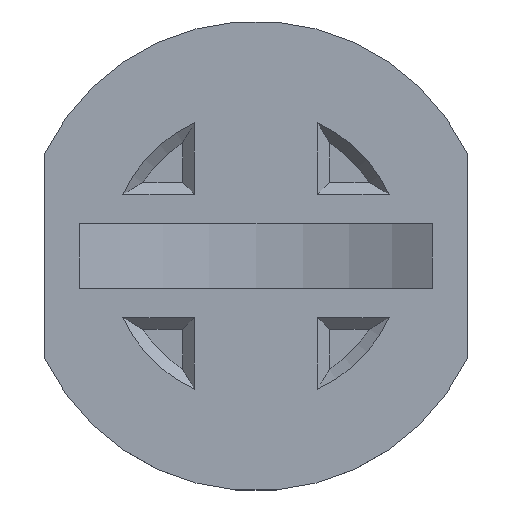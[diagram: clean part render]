
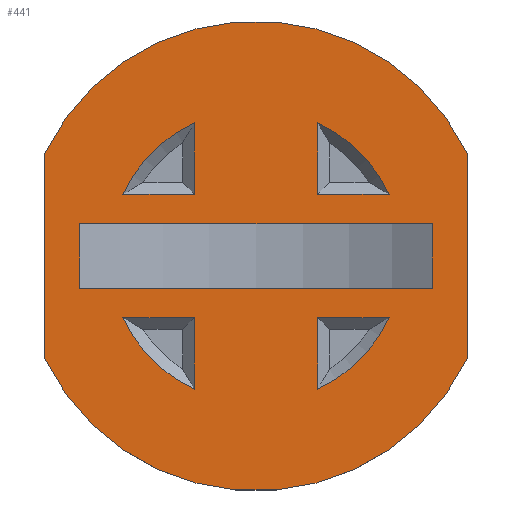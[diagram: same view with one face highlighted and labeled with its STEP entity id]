
A CAD part, top view. The second image highlights one B-rep face of the part: STEP entity #441.
In plain terms, the highlighted planar face has unit normal (0, 0, 1).
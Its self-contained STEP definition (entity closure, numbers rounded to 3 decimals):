
#15=FACE_BOUND('',#157,.T.);
#16=FACE_BOUND('',#158,.T.);
#17=FACE_BOUND('',#159,.T.);
#18=FACE_BOUND('',#160,.T.);
#19=FACE_BOUND('',#161,.T.);
#25=LINE('',#640,#57);
#28=LINE('',#644,#60);
#30=LINE('',#655,#62);
#33=LINE('',#661,#65);
#35=LINE('',#678,#67);
#38=LINE('',#684,#70);
#40=LINE('',#709,#72);
#43=LINE('',#713,#75);
#44=LINE('',#718,#76);
#45=LINE('',#723,#77);
#46=LINE('',#726,#78);
#47=LINE('',#727,#79);
#49=LINE('',#737,#81);
#53=LINE('',#764,#85);
#57=VECTOR('',#513,10.);
#60=VECTOR('',#518,10.);
#62=VECTOR('',#524,10.);
#65=VECTOR('',#529,10.);
#67=VECTOR('',#541,10.);
#70=VECTOR('',#546,10.);
#72=VECTOR('',#564,10.);
#75=VECTOR('',#569,10.);
#76=VECTOR('',#574,10.);
#77=VECTOR('',#579,10.);
#78=VECTOR('',#584,10.);
#79=VECTOR('',#585,10.);
#81=VECTOR('',#589,10.);
#85=VECTOR('',#607,10.);
#104=PLANE('',#496);
#129=FACE_OUTER_BOUND('',#156,.T.);
#156=EDGE_LOOP('',(#384,#385,#386,#387));
#157=EDGE_LOOP('',(#388,#389,#390));
#158=EDGE_LOOP('',(#391,#392,#393));
#159=EDGE_LOOP('',(#394,#395,#396));
#160=EDGE_LOOP('',(#397,#398,#399));
#161=EDGE_LOOP('',(#400,#401,#402,#403));
#178=CIRCLE('',#461,5.);
#180=CIRCLE('',#469,5.);
#182=CIRCLE('',#475,5.);
#184=CIRCLE('',#479,5.);
#190=CIRCLE('',#494,8.);
#191=CIRCLE('',#497,8.);
#195=VERTEX_POINT('',#627);
#196=VERTEX_POINT('',#631);
#198=VERTEX_POINT('',#639);
#201=VERTEX_POINT('',#650);
#202=VERTEX_POINT('',#654);
#204=VERTEX_POINT('',#660);
#207=VERTEX_POINT('',#673);
#208=VERTEX_POINT('',#677);
#210=VERTEX_POINT('',#683);
#213=VERTEX_POINT('',#696);
#214=VERTEX_POINT('',#700);
#216=VERTEX_POINT('',#708);
#217=VERTEX_POINT('',#716);
#218=VERTEX_POINT('',#717);
#219=VERTEX_POINT('',#721);
#220=VERTEX_POINT('',#722);
#223=VERTEX_POINT('',#734);
#224=VERTEX_POINT('',#736);
#230=VERTEX_POINT('',#759);
#231=VERTEX_POINT('',#763);
#235=EDGE_CURVE('',#196,#195,#178,.T.);
#238=EDGE_CURVE('',#198,#196,#25,.T.);
#241=EDGE_CURVE('',#195,#198,#28,.T.);
#244=EDGE_CURVE('',#202,#201,#30,.T.);
#247=EDGE_CURVE('',#204,#202,#33,.T.);
#250=EDGE_CURVE('',#201,#204,#180,.T.);
#253=EDGE_CURVE('',#208,#207,#35,.T.);
#256=EDGE_CURVE('',#210,#208,#38,.T.);
#259=EDGE_CURVE('',#207,#210,#182,.T.);
#262=EDGE_CURVE('',#214,#213,#184,.T.);
#265=EDGE_CURVE('',#216,#214,#40,.T.);
#268=EDGE_CURVE('',#213,#216,#43,.T.);
#269=EDGE_CURVE('',#217,#218,#44,.T.);
#271=EDGE_CURVE('',#219,#220,#45,.T.);
#273=EDGE_CURVE('',#220,#217,#46,.T.);
#274=EDGE_CURVE('',#218,#219,#47,.T.);
#277=EDGE_CURVE('',#224,#223,#49,.T.);
#286=EDGE_CURVE('',#224,#230,#190,.T.);
#288=EDGE_CURVE('',#231,#230,#53,.T.);
#290=EDGE_CURVE('',#231,#223,#191,.T.);
#384=ORIENTED_EDGE('',*,*,#277,.T.);
#385=ORIENTED_EDGE('',*,*,#290,.F.);
#386=ORIENTED_EDGE('',*,*,#288,.T.);
#387=ORIENTED_EDGE('',*,*,#286,.F.);
#388=ORIENTED_EDGE('',*,*,#235,.T.);
#389=ORIENTED_EDGE('',*,*,#241,.T.);
#390=ORIENTED_EDGE('',*,*,#238,.T.);
#391=ORIENTED_EDGE('',*,*,#244,.T.);
#392=ORIENTED_EDGE('',*,*,#250,.T.);
#393=ORIENTED_EDGE('',*,*,#247,.T.);
#394=ORIENTED_EDGE('',*,*,#253,.T.);
#395=ORIENTED_EDGE('',*,*,#259,.T.);
#396=ORIENTED_EDGE('',*,*,#256,.T.);
#397=ORIENTED_EDGE('',*,*,#262,.T.);
#398=ORIENTED_EDGE('',*,*,#268,.T.);
#399=ORIENTED_EDGE('',*,*,#265,.T.);
#400=ORIENTED_EDGE('',*,*,#271,.T.);
#401=ORIENTED_EDGE('',*,*,#273,.T.);
#402=ORIENTED_EDGE('',*,*,#269,.T.);
#403=ORIENTED_EDGE('',*,*,#274,.T.);
#441=ADVANCED_FACE('',(#129,#15,#16,#17,#18,#19),#104,.T.);
#461=AXIS2_PLACEMENT_3D('',#632,#508,#509);
#469=AXIS2_PLACEMENT_3D('',#667,#534,#535);
#475=AXIS2_PLACEMENT_3D('',#690,#551,#552);
#479=AXIS2_PLACEMENT_3D('',#701,#559,#560);
#494=AXIS2_PLACEMENT_3D('',#760,#602,#603);
#496=AXIS2_PLACEMENT_3D('',#766,#609,#610);
#497=AXIS2_PLACEMENT_3D('',#767,#611,#612);
#508=DIRECTION('center_axis',(0.,0.,-1.));
#509=DIRECTION('ref_axis',(0.908,0.42,0.));
#513=DIRECTION('',(0.,1.,0.));
#518=DIRECTION('',(-1.,0.,0.));
#524=DIRECTION('',(-1.,0.,0.));
#529=DIRECTION('',(0.,-1.,0.));
#534=DIRECTION('center_axis',(0.,0.,-1.));
#535=DIRECTION('ref_axis',(-0.42,0.908,0.));
#541=DIRECTION('',(1.,0.,0.));
#546=DIRECTION('',(0.,1.,0.));
#551=DIRECTION('center_axis',(0.,0.,-1.));
#552=DIRECTION('ref_axis',(0.42,-0.908,0.));
#559=DIRECTION('center_axis',(0.,0.,-1.));
#560=DIRECTION('ref_axis',(-0.908,-0.42,0.));
#564=DIRECTION('',(0.,-1.,0.));
#569=DIRECTION('',(1.,0.,0.));
#574=DIRECTION('',(1.,0.,0.));
#579=DIRECTION('',(-1.,0.,0.));
#584=DIRECTION('',(0.,1.,0.));
#585=DIRECTION('',(0.,-1.,0.));
#589=DIRECTION('',(0.,1.,0.));
#602=DIRECTION('center_axis',(0.,0.,-1.));
#603=DIRECTION('ref_axis',(1.,0.,0.));
#607=DIRECTION('',(0.,-1.,0.));
#609=DIRECTION('center_axis',(0.,0.,1.));
#610=DIRECTION('ref_axis',(1.,0.,0.));
#611=DIRECTION('center_axis',(0.,0.,-1.));
#612=DIRECTION('ref_axis',(1.,0.,0.));
#627=CARTESIAN_POINT('',(4.538,2.1,3.));
#631=CARTESIAN_POINT('',(2.1,4.538,3.));
#632=CARTESIAN_POINT('Origin',(0.,0.,3.));
#639=CARTESIAN_POINT('',(2.1,2.1,3.));
#640=CARTESIAN_POINT('',(2.1,2.269,3.));
#644=CARTESIAN_POINT('',(-2.95,2.1,3.));
#650=CARTESIAN_POINT('',(-4.538,2.1,3.));
#654=CARTESIAN_POINT('',(-2.1,2.1,3.));
#655=CARTESIAN_POINT('',(-6.269,2.1,3.));
#660=CARTESIAN_POINT('',(-2.1,4.538,3.));
#661=CARTESIAN_POINT('',(-2.1,1.05,3.));
#667=CARTESIAN_POINT('Origin',(0.,0.,3.));
#673=CARTESIAN_POINT('',(4.538,-2.1,3.));
#677=CARTESIAN_POINT('',(2.1,-2.1,3.));
#678=CARTESIAN_POINT('',(-1.731,-2.1,3.));
#683=CARTESIAN_POINT('',(2.1,-4.538,3.));
#684=CARTESIAN_POINT('',(2.1,-1.05,3.));
#690=CARTESIAN_POINT('Origin',(0.,0.,3.));
#696=CARTESIAN_POINT('',(-4.538,-2.1,3.));
#700=CARTESIAN_POINT('',(-2.1,-4.538,3.));
#701=CARTESIAN_POINT('Origin',(0.,0.,3.));
#708=CARTESIAN_POINT('',(-2.1,-2.1,3.));
#709=CARTESIAN_POINT('',(-2.1,-2.269,3.));
#713=CARTESIAN_POINT('',(-5.05,-2.1,3.));
#716=CARTESIAN_POINT('',(-6.,1.1,3.));
#717=CARTESIAN_POINT('',(6.,1.1,3.));
#718=CARTESIAN_POINT('',(-4.,1.1,3.));
#721=CARTESIAN_POINT('',(6.,-1.1,3.));
#722=CARTESIAN_POINT('',(-6.,-1.1,3.));
#723=CARTESIAN_POINT('',(-4.,-1.1,3.));
#726=CARTESIAN_POINT('',(-6.,0.,3.));
#727=CARTESIAN_POINT('',(6.,0.,3.));
#734=CARTESIAN_POINT('',(7.2,3.487,3.));
#736=CARTESIAN_POINT('',(7.2,-3.487,3.));
#737=CARTESIAN_POINT('',(7.2,0.,3.));
#759=CARTESIAN_POINT('',(-7.2,-3.487,3.));
#760=CARTESIAN_POINT('Origin',(0.,0.,3.));
#763=CARTESIAN_POINT('',(-7.2,3.487,3.));
#764=CARTESIAN_POINT('',(-7.2,0.,3.));
#766=CARTESIAN_POINT('Origin',(-8.,0.,3.));
#767=CARTESIAN_POINT('Origin',(0.,0.,3.));
